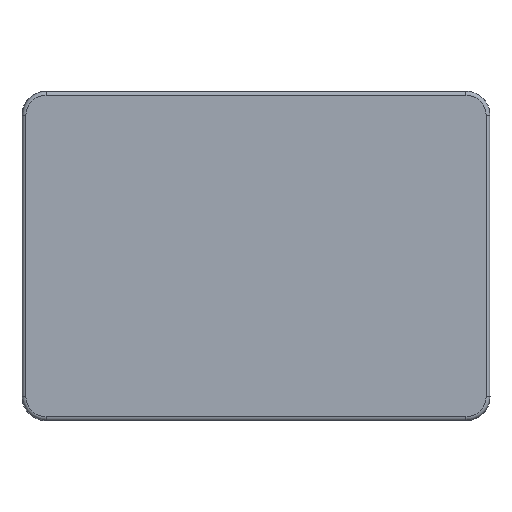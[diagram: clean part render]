
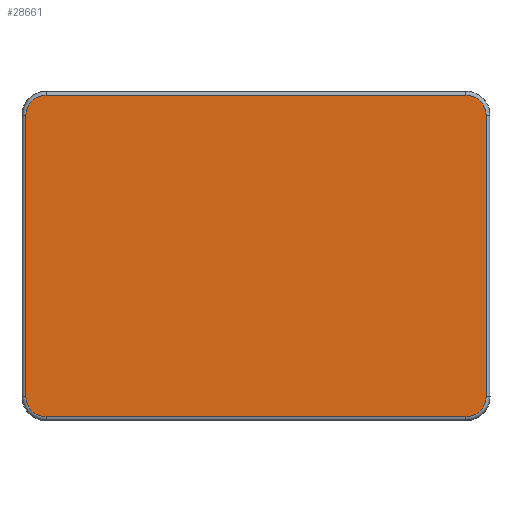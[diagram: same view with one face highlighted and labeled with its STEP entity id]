
A CAD part, front view. The second image highlights one B-rep face of the part: STEP entity #28661.
In plain terms, the highlighted face is planar.
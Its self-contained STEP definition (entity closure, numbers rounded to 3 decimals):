
#26285=DIRECTION('',(0.,0.,-1.));
#26286=VECTOR('',#26285,117.764);
#26287=CARTESIAN_POINT('',(96.377,5.,58.882));
#26288=LINE('',#26287,#26286);
#26338=DIRECTION('',(1.,0.,0.));
#26339=VECTOR('',#26338,175.764);
#26340=CARTESIAN_POINT('',(-87.882,5.,
67.377));
#26341=LINE('',#26340,#26339);
#26395=DIRECTION('',(0.,0.,1.));
#26396=VECTOR('',#26395,117.764);
#26397=CARTESIAN_POINT('',(-96.377,5.,
-58.882));
#26398=LINE('',#26397,#26396);
#26452=DIRECTION('',(-1.,0.,0.));
#26453=VECTOR('',#26452,175.764);
#26454=CARTESIAN_POINT('',(87.882,5.,
-67.377));
#26455=LINE('',#26454,#26453);
#26456=CARTESIAN_POINT('',(-87.884,5.,
58.884));
#26457=DIRECTION('',(0.,-1.,0.));
#26458=DIRECTION('',(0.,0.,1.));
#26459=AXIS2_PLACEMENT_3D('',#26456,#26457,#26458);
#26461=CARTESIAN_POINT('',(-87.884,5.,
-58.884));
#26462=DIRECTION('',(0.,-1.,0.));
#26463=DIRECTION('',(-1.,0.,0.));
#26464=AXIS2_PLACEMENT_3D('',#26461,#26462,#26463);
#26466=CARTESIAN_POINT('',(87.884,5.,
-58.884));
#26467=DIRECTION('',(0.,-1.,0.));
#26468=DIRECTION('',(0.,0.,-1.));
#26469=AXIS2_PLACEMENT_3D('',#26466,#26467,#26468);
#26471=CARTESIAN_POINT('',(87.884,5.,58.884));
#26472=DIRECTION('',(0.,-1.,0.));
#26473=DIRECTION('',(1.,0.,0.));
#26474=AXIS2_PLACEMENT_3D('',#26471,#26472,#26473);
#27393=CARTESIAN_POINT('',(96.377,5.,
-58.882));
#27394=VERTEX_POINT('',#27393);
#27395=CARTESIAN_POINT('',(87.882,5.,
-67.377));
#27396=VERTEX_POINT('',#27395);
#27399=CARTESIAN_POINT('',(96.377,5.,58.882));
#27400=VERTEX_POINT('',#27399);
#27403=CARTESIAN_POINT('',(87.882,5.,67.377));
#27404=VERTEX_POINT('',#27403);
#27407=CARTESIAN_POINT('',(-87.882,5.,
67.377));
#27408=VERTEX_POINT('',#27407);
#27411=CARTESIAN_POINT('',(-96.377,5.,
58.882));
#27412=VERTEX_POINT('',#27411);
#27415=CARTESIAN_POINT('',(-96.377,5.,
-58.882));
#27416=VERTEX_POINT('',#27415);
#27418=CARTESIAN_POINT('',(-87.882,5.,
-67.377));
#27419=VERTEX_POINT('',#27418);
#28646=CARTESIAN_POINT('',(0.,5.,0.));
#28647=DIRECTION('',(0.,1.,0.));
#28648=DIRECTION('',(1.,0.,0.));
#28649=AXIS2_PLACEMENT_3D('',#28646,#28647,#28648);
#28650=PLANE('',#28649);
#28651=ORIENTED_EDGE('',*,*,#28525,.F.);
#28652=ORIENTED_EDGE('',*,*,#28569,.T.);
#28653=ORIENTED_EDGE('',*,*,#28584,.F.);
#28654=ORIENTED_EDGE('',*,*,#28627,.T.);
#28655=ORIENTED_EDGE('',*,*,#28640,.F.);
#28656=ORIENTED_EDGE('',*,*,#28450,.T.);
#28657=ORIENTED_EDGE('',*,*,#28466,.F.);
#28658=ORIENTED_EDGE('',*,*,#28510,.T.);
#28659=EDGE_LOOP('',(#28651,#28652,#28653,#28654,#28655,#28656,#28657,#28658));
#28660=FACE_OUTER_BOUND('',#28659,.F.);
#26460=CIRCLE('',#26459,8.493);
#26465=CIRCLE('',#26464,8.493);
#26470=CIRCLE('',#26469,8.493);
#26475=CIRCLE('',#26474,8.493);
#28450=EDGE_CURVE('',#27396,#27394,#26470,.T.);
#28466=EDGE_CURVE('',#27400,#27394,#26288,.T.);
#28510=EDGE_CURVE('',#27400,#27404,#26475,.T.);
#28525=EDGE_CURVE('',#27408,#27404,#26341,.T.);
#28569=EDGE_CURVE('',#27408,#27412,#26460,.T.);
#28584=EDGE_CURVE('',#27416,#27412,#26398,.T.);
#28627=EDGE_CURVE('',#27416,#27419,#26465,.T.);
#28640=EDGE_CURVE('',#27396,#27419,#26455,.T.);
#28661=ADVANCED_FACE('',(#28660),#28650,.T.);
